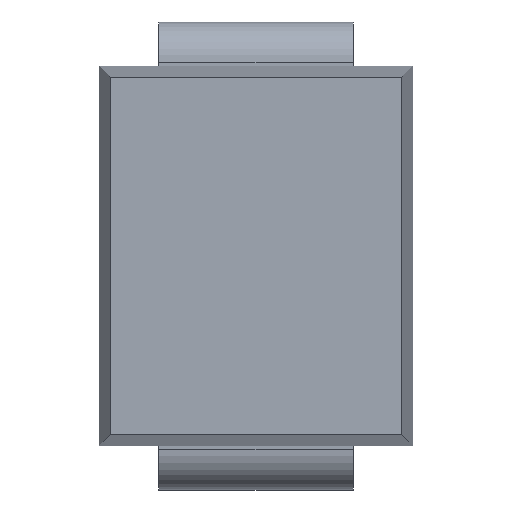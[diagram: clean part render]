
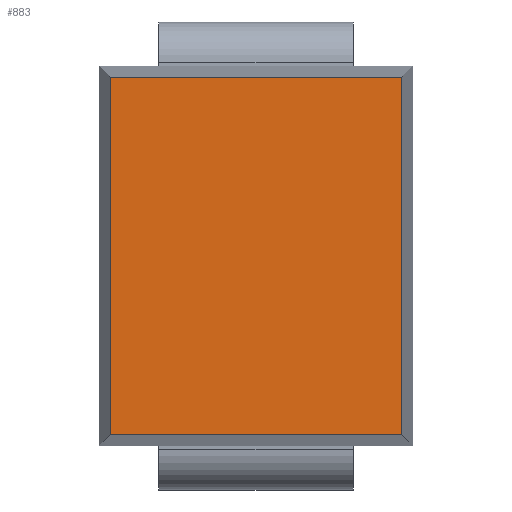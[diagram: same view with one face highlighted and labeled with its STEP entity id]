
A CAD part, top view. The second image highlights one B-rep face of the part: STEP entity #883.
In plain terms, the highlighted planar face has unit normal (0, 0, 1).
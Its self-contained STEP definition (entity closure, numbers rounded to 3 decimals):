
#126 = PLANE('',#127);
#127 = AXIS2_PLACEMENT_3D('',#128,#129,#130);
#128 = CARTESIAN_POINT('',(1.775,2.15,1.505));
#129 = DIRECTION('',(-0.99,0.,-0.139));
#130 = DIRECTION('',(-0.139,0.,0.99));
#326 = PLANE('',#327);
#327 = AXIS2_PLACEMENT_3D('',#328,#329,#330);
#328 = CARTESIAN_POINT('',(-1.775,2.15,1.505));
#329 = DIRECTION('',(0.,-0.99,-0.139)
  );
#330 = DIRECTION('',(0.,0.139,-0.99)
  );
#407 = PLANE('',#408);
#408 = AXIS2_PLACEMENT_3D('',#409,#410,#411);
#409 = CARTESIAN_POINT('',(-1.775,2.15,1.505));
#410 = DIRECTION('',(0.99,0.,-0.139));
#411 = DIRECTION('',(-0.139,0.,-0.99));
#578 = PLANE('',#579);
#579 = AXIS2_PLACEMENT_3D('',#580,#581,#582);
#580 = CARTESIAN_POINT('',(-1.775,-2.024,2.4));
#581 = DIRECTION('',(0.,0.99,-0.139)
  );
#582 = DIRECTION('',(0.,0.139,0.99)
  );
#883 = ADVANCED_FACE('',(#884),#898,.T.);
#884 = FACE_BOUND('',#885,.T.);
#885 = EDGE_LOOP('',(#886,#916,#939,#962));
#886 = ORIENTED_EDGE('',*,*,#887,.F.);
#887 = EDGE_CURVE('',#888,#890,#892,.T.);
#888 = VERTEX_POINT('',#889);
#889 = CARTESIAN_POINT('',(1.649,2.024,2.4));
#890 = VERTEX_POINT('',#891);
#891 = CARTESIAN_POINT('',(1.649,-2.024,2.4));
#892 = SURFACE_CURVE('',#893,(#897,#909),.PCURVE_S1.);
#893 = LINE('',#894,#895);
#894 = CARTESIAN_POINT('',(1.649,2.15,2.4));
#895 = VECTOR('',#896,1.);
#896 = DIRECTION('',(0.,-1.,0.));
#897 = PCURVE('',#898,#903);
#898 = PLANE('',#899);
#899 = AXIS2_PLACEMENT_3D('',#900,#901,#902);
#900 = CARTESIAN_POINT('',(0.,0.,2.4));
#901 = DIRECTION('',(0.,0.,1.));
#902 = DIRECTION('',(1.,0.,0.));
#903 = DEFINITIONAL_REPRESENTATION('',(#904),#908);
#904 = LINE('',#905,#906);
#905 = CARTESIAN_POINT('',(1.649,2.15));
#906 = VECTOR('',#907,1.);
#907 = DIRECTION('',(0.,-1.));
#908 = ( GEOMETRIC_REPRESENTATION_CONTEXT(2) 
PARAMETRIC_REPRESENTATION_CONTEXT() REPRESENTATION_CONTEXT('2D SPACE',''
  ) );
#909 = PCURVE('',#126,#910);
#910 = DEFINITIONAL_REPRESENTATION('',(#911),#915);
#911 = LINE('',#912,#913);
#912 = CARTESIAN_POINT('',(0.904,0.));
#913 = VECTOR('',#914,1.);
#914 = DIRECTION('',(0.,-1.));
#915 = ( GEOMETRIC_REPRESENTATION_CONTEXT(2) 
PARAMETRIC_REPRESENTATION_CONTEXT() REPRESENTATION_CONTEXT('2D SPACE',''
  ) );
#916 = ORIENTED_EDGE('',*,*,#917,.F.);
#917 = EDGE_CURVE('',#918,#888,#920,.T.);
#918 = VERTEX_POINT('',#919);
#919 = CARTESIAN_POINT('',(-1.649,2.024,2.4));
#920 = SURFACE_CURVE('',#921,(#925,#932),.PCURVE_S1.);
#921 = LINE('',#922,#923);
#922 = CARTESIAN_POINT('',(-1.775,2.024,2.4));
#923 = VECTOR('',#924,1.);
#924 = DIRECTION('',(1.,0.,0.));
#925 = PCURVE('',#898,#926);
#926 = DEFINITIONAL_REPRESENTATION('',(#927),#931);
#927 = LINE('',#928,#929);
#928 = CARTESIAN_POINT('',(-1.775,2.024));
#929 = VECTOR('',#930,1.);
#930 = DIRECTION('',(1.,0.));
#931 = ( GEOMETRIC_REPRESENTATION_CONTEXT(2) 
PARAMETRIC_REPRESENTATION_CONTEXT() REPRESENTATION_CONTEXT('2D SPACE',''
  ) );
#932 = PCURVE('',#326,#933);
#933 = DEFINITIONAL_REPRESENTATION('',(#934),#938);
#934 = LINE('',#935,#936);
#935 = CARTESIAN_POINT('',(-0.904,0.));
#936 = VECTOR('',#937,1.);
#937 = DIRECTION('',(0.,1.));
#938 = ( GEOMETRIC_REPRESENTATION_CONTEXT(2) 
PARAMETRIC_REPRESENTATION_CONTEXT() REPRESENTATION_CONTEXT('2D SPACE',''
  ) );
#939 = ORIENTED_EDGE('',*,*,#940,.T.);
#940 = EDGE_CURVE('',#918,#941,#943,.T.);
#941 = VERTEX_POINT('',#942);
#942 = CARTESIAN_POINT('',(-1.649,-2.024,2.4));
#943 = SURFACE_CURVE('',#944,(#948,#955),.PCURVE_S1.);
#944 = LINE('',#945,#946);
#945 = CARTESIAN_POINT('',(-1.649,2.15,2.4));
#946 = VECTOR('',#947,1.);
#947 = DIRECTION('',(0.,-1.,0.));
#948 = PCURVE('',#898,#949);
#949 = DEFINITIONAL_REPRESENTATION('',(#950),#954);
#950 = LINE('',#951,#952);
#951 = CARTESIAN_POINT('',(-1.649,2.15));
#952 = VECTOR('',#953,1.);
#953 = DIRECTION('',(0.,-1.));
#954 = ( GEOMETRIC_REPRESENTATION_CONTEXT(2) 
PARAMETRIC_REPRESENTATION_CONTEXT() REPRESENTATION_CONTEXT('2D SPACE',''
  ) );
#955 = PCURVE('',#407,#956);
#956 = DEFINITIONAL_REPRESENTATION('',(#957),#961);
#957 = LINE('',#958,#959);
#958 = CARTESIAN_POINT('',(-0.904,0.));
#959 = VECTOR('',#960,1.);
#960 = DIRECTION('',(0.,-1.));
#961 = ( GEOMETRIC_REPRESENTATION_CONTEXT(2) 
PARAMETRIC_REPRESENTATION_CONTEXT() REPRESENTATION_CONTEXT('2D SPACE',''
  ) );
#962 = ORIENTED_EDGE('',*,*,#963,.T.);
#963 = EDGE_CURVE('',#941,#890,#964,.T.);
#964 = SURFACE_CURVE('',#965,(#969,#976),.PCURVE_S1.);
#965 = LINE('',#966,#967);
#966 = CARTESIAN_POINT('',(-1.775,-2.024,2.4));
#967 = VECTOR('',#968,1.);
#968 = DIRECTION('',(1.,0.,0.));
#969 = PCURVE('',#898,#970);
#970 = DEFINITIONAL_REPRESENTATION('',(#971),#975);
#971 = LINE('',#972,#973);
#972 = CARTESIAN_POINT('',(-1.775,-2.024));
#973 = VECTOR('',#974,1.);
#974 = DIRECTION('',(1.,0.));
#975 = ( GEOMETRIC_REPRESENTATION_CONTEXT(2) 
PARAMETRIC_REPRESENTATION_CONTEXT() REPRESENTATION_CONTEXT('2D SPACE',''
  ) );
#976 = PCURVE('',#578,#977);
#977 = DEFINITIONAL_REPRESENTATION('',(#978),#982);
#978 = LINE('',#979,#980);
#979 = CARTESIAN_POINT('',(0.,0.));
#980 = VECTOR('',#981,1.);
#981 = DIRECTION('',(0.,1.));
#982 = ( GEOMETRIC_REPRESENTATION_CONTEXT(2) 
PARAMETRIC_REPRESENTATION_CONTEXT() REPRESENTATION_CONTEXT('2D SPACE',''
  ) );
